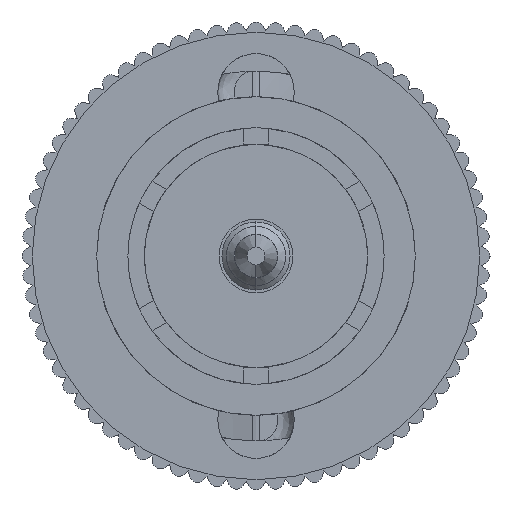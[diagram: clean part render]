
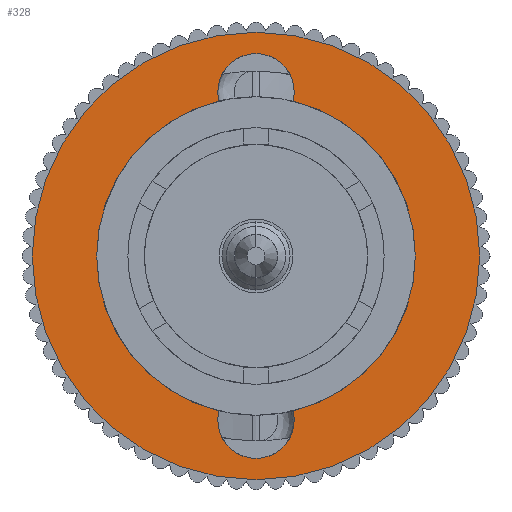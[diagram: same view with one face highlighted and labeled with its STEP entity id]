
A CAD part, front view. The second image highlights one B-rep face of the part: STEP entity #328.
In plain terms, the highlighted face is planar.
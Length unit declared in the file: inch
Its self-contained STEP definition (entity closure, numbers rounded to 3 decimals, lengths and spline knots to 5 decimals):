
#203 = VERTEX_POINT ( 'NONE', #10315 ) ;
#253 = CARTESIAN_POINT ( 'NONE',  ( 0., 0.2, 0. ) ) ;
#328 = ADVANCED_FACE ( 'NONE', ( #9426, #7392 ), #11265, .T. ) ;
#542 = DIRECTION ( 'NONE',  ( 0., 0., 1. ) ) ;
#561 = DIRECTION ( 'NONE',  ( 0., 0., 1. ) ) ;
#639 = AXIS2_PLACEMENT_3D ( 'NONE', #4518, #3511, #1611 ) ;
#723 = AXIS2_PLACEMENT_3D ( 'NONE', #1523, #6206, #4374 ) ;
#905 = DIRECTION ( 'NONE',  ( -1., 0., 0. ) ) ;
#975 = VERTEX_POINT ( 'NONE', #4960 ) ;
#1124 = CIRCLE ( 'NONE', #723, 0.194 ) ;
#1242 = CARTESIAN_POINT ( 'NONE',  ( -0.0451, -0.18868, 0. ) ) ;
#1423 = DIRECTION ( 'NONE',  ( 0., 0., 1. ) ) ;
#1427 = VERTEX_POINT ( 'NONE', #1242 ) ;
#1455 = EDGE_LOOP ( 'NONE', ( #7915, #6017, #6878, #5323, #12051, #8796, #6411, #9539, #2492, #11440 ) ) ;
#1493 = DIRECTION ( 'NONE',  ( 1., 0., 0. ) ) ;
#1523 = CARTESIAN_POINT ( 'NONE',  ( 0., 0., 0. ) ) ;
#1554 = AXIS2_PLACEMENT_3D ( 'NONE', #10287, #1423, #5276 ) ;
#1611 = DIRECTION ( 'NONE',  ( 1., 0., 0. ) ) ;
#1615 = CARTESIAN_POINT ( 'NONE',  ( 0., 0.2, 0. ) ) ;
#2265 = EDGE_CURVE ( 'NONE', #3058, #2874, #3925, .T. ) ;
#2492 = ORIENTED_EDGE ( 'NONE', *, *, #5268, .F. ) ;
#2803 = EDGE_CURVE ( 'NONE', #12115, #1427, #8397, .T. ) ;
#2819 = VERTEX_POINT ( 'NONE', #10298 ) ;
#2867 = CIRCLE ( 'NONE', #639, 0.194 ) ;
#2874 = VERTEX_POINT ( 'NONE', #5722 ) ;
#3058 = VERTEX_POINT ( 'NONE', #4017 ) ;
#3272 = EDGE_CURVE ( 'NONE', #8460, #7675, #4353, .T. ) ;
#3491 = EDGE_CURVE ( 'NONE', #203, #975, #1124, .T. ) ;
#3511 = DIRECTION ( 'NONE',  ( 0., 0., 1. ) ) ;
#3925 = CIRCLE ( 'NONE', #8584, 0.2725 ) ;
#3943 = DIRECTION ( 'NONE',  ( 0., 0., 1. ) ) ;
#4017 = CARTESIAN_POINT ( 'NONE',  ( 0.2725, 0., 0. ) ) ;
#4121 = DIRECTION ( 'NONE',  ( 0., 0., 1. ) ) ;
#4353 = CIRCLE ( 'NONE', #9204, 0.0465 ) ;
#4374 = DIRECTION ( 'NONE',  ( 1., 0., 0. ) ) ;
#4383 = VERTEX_POINT ( 'NONE', #9276 ) ;
#4428 = EDGE_CURVE ( 'NONE', #8040, #5124, #8803, .T. ) ;
#4440 = EDGE_CURVE ( 'NONE', #4383, #12115, #5954, .T. ) ;
#4518 = CARTESIAN_POINT ( 'NONE',  ( 0., 0., 0. ) ) ;
#4960 = CARTESIAN_POINT ( 'NONE',  ( 0.194, 0., 0. ) ) ;
#4961 = CARTESIAN_POINT ( 'NONE',  ( -0.0465, 0.2, 0. ) ) ;
#5080 = CARTESIAN_POINT ( 'NONE',  ( -0.0465, -0.2, 0. ) ) ;
#5094 = AXIS2_PLACEMENT_3D ( 'NONE', #253, #4121, #7982 ) ;
#5124 = VERTEX_POINT ( 'NONE', #4961 ) ;
#5214 = DIRECTION ( 'NONE',  ( 1., 0., 0. ) ) ;
#5268 = EDGE_CURVE ( 'NONE', #1427, #8460, #6504, .T. ) ;
#5276 = DIRECTION ( 'NONE',  ( 1., 0., 0. ) ) ;
#5323 = ORIENTED_EDGE ( 'NONE', *, *, #8331, .F. ) ;
#5330 = EDGE_CURVE ( 'NONE', #975, #2819, #2867, .T. ) ;
#5359 = CARTESIAN_POINT ( 'NONE',  ( 0.0465, -0.2, 0. ) ) ;
#5361 = AXIS2_PLACEMENT_3D ( 'NONE', #12259, #7426, #11300 ) ;
#5571 = EDGE_CURVE ( 'NONE', #5124, #4383, #10958, .T. ) ;
#5644 = CARTESIAN_POINT ( 'NONE',  ( 0., -0.2, 0. ) ) ;
#5722 = CARTESIAN_POINT ( 'NONE',  ( -0.2725, 0., 0. ) ) ;
#5902 = ORIENTED_EDGE ( 'NONE', *, *, #2265, .T. ) ;
#5954 = CIRCLE ( 'NONE', #5361, 0.194 ) ;
#6017 = ORIENTED_EDGE ( 'NONE', *, *, #5571, .F. ) ;
#6206 = DIRECTION ( 'NONE',  ( 0., 0., 1. ) ) ;
#6411 = ORIENTED_EDGE ( 'NONE', *, *, #10602, .F. ) ;
#6504 = CIRCLE ( 'NONE', #8110, 0.0465 ) ;
#6569 = DIRECTION ( 'NONE',  ( 1., 0., 0. ) ) ;
#6878 = ORIENTED_EDGE ( 'NONE', *, *, #4428, .F. ) ;
#7018 = AXIS2_PLACEMENT_3D ( 'NONE', #9765, #3943, #905 ) ;
#7063 = CARTESIAN_POINT ( 'NONE',  ( 0.0465, 0.2, 0. ) ) ;
#7123 = EDGE_LOOP ( 'NONE', ( #5902, #11879 ) ) ;
#7274 = CIRCLE ( 'NONE', #8900, 0.2725 ) ;
#7392 = FACE_OUTER_BOUND ( 'NONE', #7123, .T. ) ;
#7426 = DIRECTION ( 'NONE',  ( 0., 0., 1. ) ) ;
#7675 = VERTEX_POINT ( 'NONE', #5359 ) ;
#7803 = CARTESIAN_POINT ( 'NONE',  ( -0.194, 0., 0. ) ) ;
#7915 = ORIENTED_EDGE ( 'NONE', *, *, #4440, .F. ) ;
#7982 = DIRECTION ( 'NONE',  ( -1., 0., 0. ) ) ;
#8040 = VERTEX_POINT ( 'NONE', #7063 ) ;
#8110 = AXIS2_PLACEMENT_3D ( 'NONE', #10344, #9334, #11114 ) ;
#8127 = DIRECTION ( 'NONE',  ( 0., 0., 1. ) ) ;
#8326 = DIRECTION ( 'NONE',  ( 0., 0., 1. ) ) ;
#8331 = EDGE_CURVE ( 'NONE', #2819, #8040, #10254, .T. ) ;
#8397 = CIRCLE ( 'NONE', #9599, 0.194 ) ;
#8460 = VERTEX_POINT ( 'NONE', #5080 ) ;
#8480 = CARTESIAN_POINT ( 'NONE',  ( 0.2725, 0., 0. ) ) ;
#8584 = AXIS2_PLACEMENT_3D ( 'NONE', #9933, #561, #10183 ) ;
#8753 = DIRECTION ( 'NONE',  ( 1., 0., 0. ) ) ;
#8796 = ORIENTED_EDGE ( 'NONE', *, *, #3491, .F. ) ;
#8803 = CIRCLE ( 'NONE', #9807, 0.0465 ) ;
#8900 = AXIS2_PLACEMENT_3D ( 'NONE', #12072, #8127, #5214 ) ;
#9204 = AXIS2_PLACEMENT_3D ( 'NONE', #5644, #9571, #8753 ) ;
#9238 = CIRCLE ( 'NONE', #1554, 0.0465 ) ;
#9276 = CARTESIAN_POINT ( 'NONE',  ( -0.0451, 0.18868, 0. ) ) ;
#9334 = DIRECTION ( 'NONE',  ( 0., 0., 1. ) ) ;
#9411 = CARTESIAN_POINT ( 'NONE',  ( 0., 0., 0. ) ) ;
#9426 = FACE_BOUND ( 'NONE', #1455, .T. ) ;
#9539 = ORIENTED_EDGE ( 'NONE', *, *, #3272, .F. ) ;
#9571 = DIRECTION ( 'NONE',  ( 0., 0., 1. ) ) ;
#9592 = EDGE_CURVE ( 'NONE', #2874, #3058, #7274, .T. ) ;
#9599 = AXIS2_PLACEMENT_3D ( 'NONE', #9411, #542, #1493 ) ;
#9765 = CARTESIAN_POINT ( 'NONE',  ( 0., 0.2, 0. ) ) ;
#9807 = AXIS2_PLACEMENT_3D ( 'NONE', #1615, #8326, #12144 ) ;
#9933 = CARTESIAN_POINT ( 'NONE',  ( 0., 0., 0. ) ) ;
#10183 = DIRECTION ( 'NONE',  ( 1., 0., 0. ) ) ;
#10254 = CIRCLE ( 'NONE', #7018, 0.0465 ) ;
#10287 = CARTESIAN_POINT ( 'NONE',  ( 0., -0.2, 0. ) ) ;
#10298 = CARTESIAN_POINT ( 'NONE',  ( 0.0451, 0.18868, 0. ) ) ;
#10315 = CARTESIAN_POINT ( 'NONE',  ( 0.0451, -0.18868, 0. ) ) ;
#10344 = CARTESIAN_POINT ( 'NONE',  ( 0., -0.2, 0. ) ) ;
#10602 = EDGE_CURVE ( 'NONE', #7675, #203, #9238, .T. ) ;
#10958 = CIRCLE ( 'NONE', #5094, 0.0465 ) ;
#11114 = DIRECTION ( 'NONE',  ( 1., 0., 0. ) ) ;
#11265 = PLANE ( 'NONE',  #11926 ) ;
#11300 = DIRECTION ( 'NONE',  ( 1., 0., 0. ) ) ;
#11440 = ORIENTED_EDGE ( 'NONE', *, *, #2803, .F. ) ;
#11879 = ORIENTED_EDGE ( 'NONE', *, *, #9592, .T. ) ;
#11926 = AXIS2_PLACEMENT_3D ( 'NONE', #8480, #12351, #6569 ) ;
#12051 = ORIENTED_EDGE ( 'NONE', *, *, #5330, .F. ) ;
#12072 = CARTESIAN_POINT ( 'NONE',  ( 0., 0., 0. ) ) ;
#12115 = VERTEX_POINT ( 'NONE', #7803 ) ;
#12144 = DIRECTION ( 'NONE',  ( -1., 0., 0. ) ) ;
#12259 = CARTESIAN_POINT ( 'NONE',  ( 0., 0., 0. ) ) ;
#12351 = DIRECTION ( 'NONE',  ( 0., 0., 1. ) ) ;
